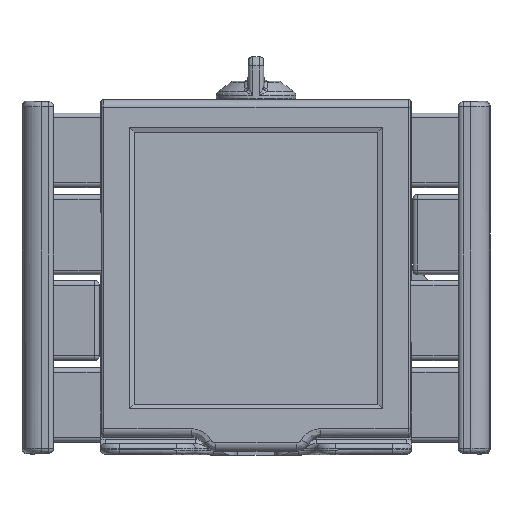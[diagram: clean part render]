
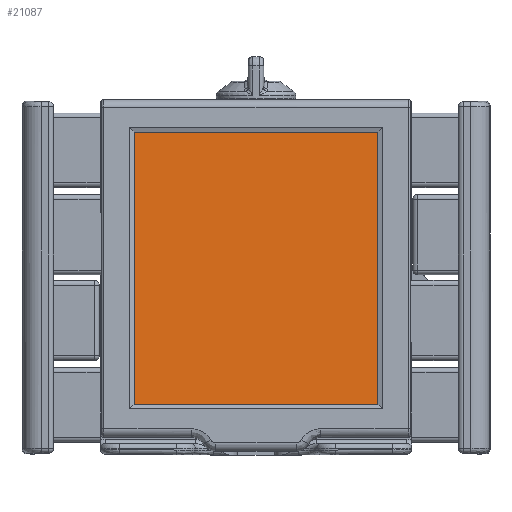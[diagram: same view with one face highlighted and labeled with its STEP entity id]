
A CAD part, front view. The second image highlights one B-rep face of the part: STEP entity #21087.
In plain terms, the highlighted face is planar.
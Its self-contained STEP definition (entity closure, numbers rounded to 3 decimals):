
#1821=PLANE('',#22767);
#2609=FACE_OUTER_BOUND('',#3863,.T.);
#3863=EDGE_LOOP('',(#16371,#16372,#16373,#16374));
#5407=LINE('',#41192,#7259);
#5412=LINE('',#41202,#7264);
#5415=LINE('',#41208,#7267);
#5418=LINE('',#41212,#7270);
#7259=VECTOR('',#26339,10.);
#7264=VECTOR('',#26346,10.);
#7267=VECTOR('',#26351,10.);
#7270=VECTOR('',#26356,10.);
#9414=VERTEX_POINT('',#41190);
#9415=VERTEX_POINT('',#41191);
#9419=VERTEX_POINT('',#41201);
#9421=VERTEX_POINT('',#41207);
#11878=EDGE_CURVE('',#9414,#9415,#5407,.T.);
#11883=EDGE_CURVE('',#9415,#9419,#5412,.T.);
#11886=EDGE_CURVE('',#9419,#9421,#5415,.T.);
#11889=EDGE_CURVE('',#9421,#9414,#5418,.T.);
#16371=ORIENTED_EDGE('',*,*,#11878,.F.);
#16372=ORIENTED_EDGE('',*,*,#11889,.F.);
#16373=ORIENTED_EDGE('',*,*,#11886,.F.);
#16374=ORIENTED_EDGE('',*,*,#11883,.F.);
#21087=ADVANCED_FACE('',(#2609),#1821,.F.);
#22767=AXIS2_PLACEMENT_3D('',#41213,#26357,#26358);
#26339=DIRECTION('',(0.,0.087,0.996));
#26346=DIRECTION('',(1.,0.,0.));
#26351=DIRECTION('',(0.,-0.087,-0.996));
#26356=DIRECTION('',(-1.,0.,0.));
#26357=DIRECTION('center_axis',(0.,0.996,-0.087));
#26358=DIRECTION('ref_axis',(0.,0.087,0.996));
#41190=CARTESIAN_POINT('',(-26.035,-13.526,-26.896));
#41191=CARTESIAN_POINT('',(-26.035,-8.449,31.131));
#41192=CARTESIAN_POINT('',(-26.035,-12.301,-12.887));
#41201=CARTESIAN_POINT('',(26.035,-8.449,31.131));
#41202=CARTESIAN_POINT('',(-13.517,-8.449,31.131));
#41207=CARTESIAN_POINT('',(26.035,-13.526,-26.896));
#41208=CARTESIAN_POINT('',(26.035,-9.675,17.122));
#41212=CARTESIAN_POINT('',(13.517,-13.526,-26.896));
#41213=CARTESIAN_POINT('Origin',(0.,-10.988,
2.118));
